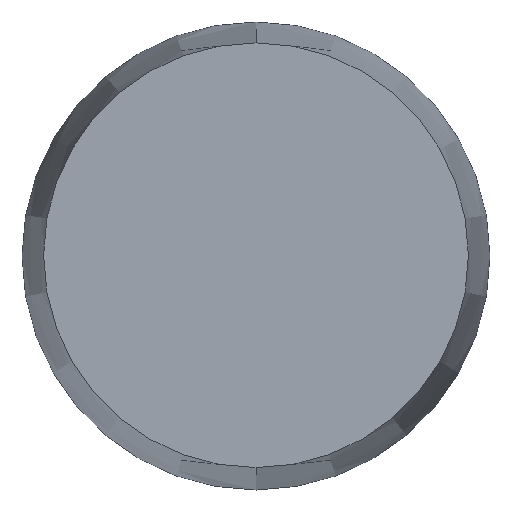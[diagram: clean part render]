
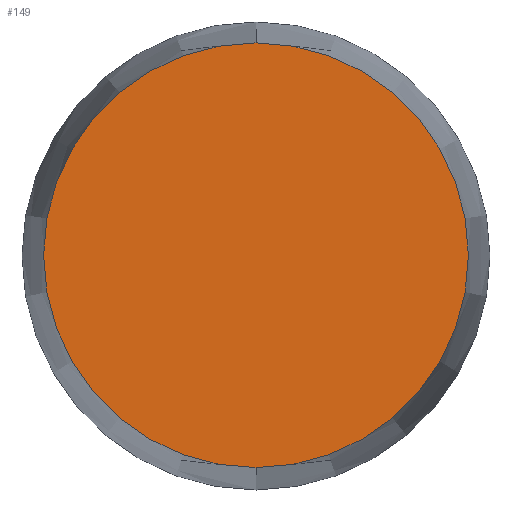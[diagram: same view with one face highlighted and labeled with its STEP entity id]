
A CAD part, top view. The second image highlights one B-rep face of the part: STEP entity #149.
In plain terms, the highlighted planar face has unit normal (0, 0, 1).
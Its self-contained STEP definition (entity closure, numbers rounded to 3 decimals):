
#29 = VERTEX_POINT ( 'NONE', #443 ) ;
#41 = ORIENTED_EDGE ( 'NONE', *, *, #730, .F. ) ;
#49 = CARTESIAN_POINT ( 'NONE',  ( 0., 0., 20.5 ) ) ;
#56 = CIRCLE ( 'NONE', #520, 6.807 ) ;
#77 = DIRECTION ( 'NONE',  ( 0., 0., -1. ) ) ;
#104 = DIRECTION ( 'NONE',  ( 1., 0., 0. ) ) ;
#107 = ORIENTED_EDGE ( 'NONE', *, *, #533, .F. ) ;
#129 = DIRECTION ( 'NONE',  ( 0., 1., 0. ) ) ;
#142 = AXIS2_PLACEMENT_3D ( 'NONE', #484, #77, #129 ) ;
#149 = ADVANCED_FACE ( 'NONE', ( #150 ), #163, .T. ) ;
#150 = FACE_OUTER_BOUND ( 'NONE', #704, .T. ) ;
#163 = PLANE ( 'NONE',  #724 ) ;
#173 = CARTESIAN_POINT ( 'NONE',  ( -6.889, -6.889, 20.5 ) ) ;
#220 = DIRECTION ( 'NONE',  ( 0., 0., -1. ) ) ;
#231 = VERTEX_POINT ( 'NONE', #710 ) ;
#329 = CIRCLE ( 'NONE', #142, 6.807 ) ;
#343 = DIRECTION ( 'NONE',  ( 0., 1., 0. ) ) ;
#392 = DIRECTION ( 'NONE',  ( 0., 0., 1. ) ) ;
#443 = CARTESIAN_POINT ( 'NONE',  ( 0., -6.807, 20.5 ) ) ;
#484 = CARTESIAN_POINT ( 'NONE',  ( 0., 0., 20.5 ) ) ;
#520 = AXIS2_PLACEMENT_3D ( 'NONE', #49, #220, #343 ) ;
#533 = EDGE_CURVE ( 'NONE', #231, #29, #329, .T. ) ;
#704 = EDGE_LOOP ( 'NONE', ( #107, #41 ) ) ;
#710 = CARTESIAN_POINT ( 'NONE',  ( 0., 6.807, 20.5 ) ) ;
#724 = AXIS2_PLACEMENT_3D ( 'NONE', #173, #392, #104 ) ;
#730 = EDGE_CURVE ( 'NONE', #29, #231, #56, .T. ) ;
